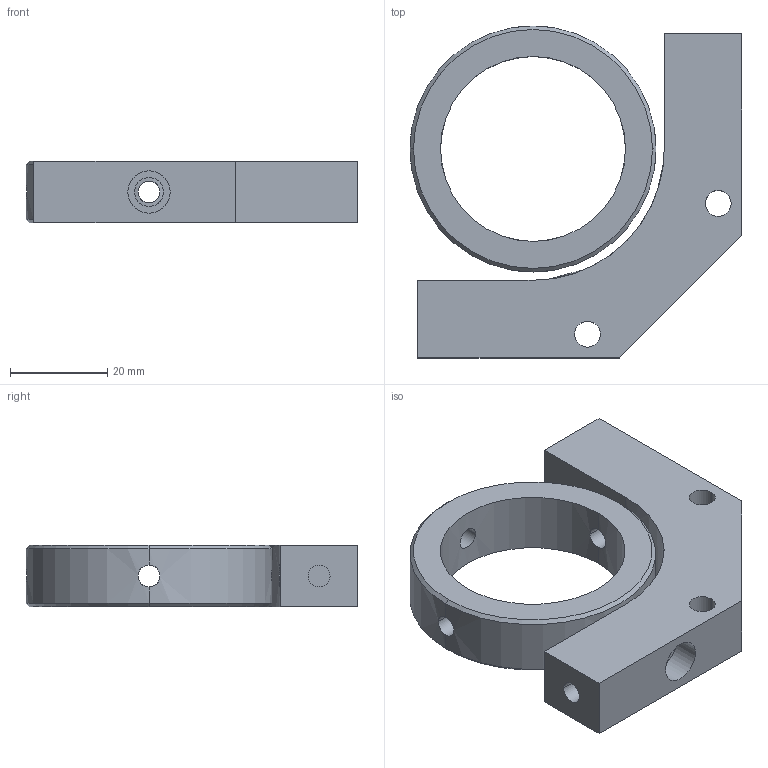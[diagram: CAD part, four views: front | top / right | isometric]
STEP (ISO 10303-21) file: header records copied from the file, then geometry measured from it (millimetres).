
FILE_DESCRIPTION(/* description */ ('Alibre Inc.'),/* implementation_level */ '2;1');
FILE_NAME(/* name */ 'export0',/* time_stamp */ '2015-05-18T13:05:42-07:00',/* author */ (''),/* organization */ (''),/* preprocessor_version */ 'ST-DEVELOPER v14',/* originating_system */ 'Alibre',/* authorisation */ '');
FILE_SCHEMA (('CONFIG_CONTROL_DESIGN'));
Length unit declared in the file: inch
Products named in the file (3): ID_1; ID_2
Bounding box: 68.39 x 68.39 x 12.7 mm (x, y, z)
Volume: 30129.9 mm3; surface area: 13312.8 mm2
Topology: 2 solids, 2 shells, 44 faces, 122 edges, 80 vertices
Faces by surface type: cylinder 24, plane 15, cone 4, bspline 1
Full cylindrical faces by diameter (mm): 5.944 x2, 8.712 x2
Entity records: 2854 total; most frequent: CARTESIAN_POINT 1502, ORIENTED_EDGE 244, DIRECTION 173, EDGE_CURVE 122, AXIS2_PLACEMENT_3D 84, VERTEX_POINT 80, B_SPLINE_CURVE_WITH_KNOTS 65, EDGE_LOOP 60
